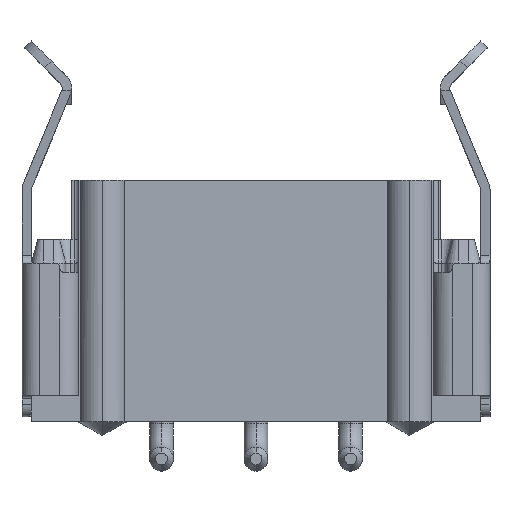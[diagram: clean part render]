
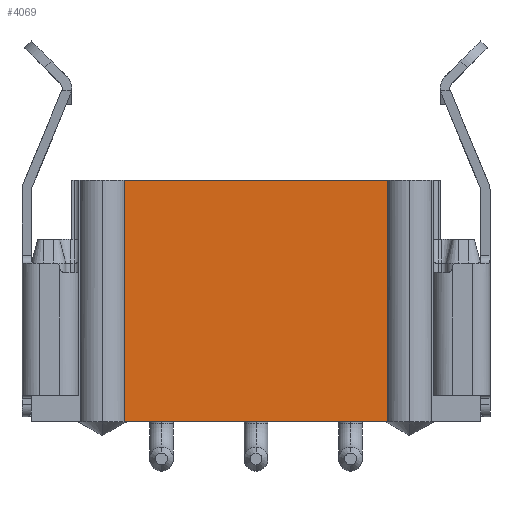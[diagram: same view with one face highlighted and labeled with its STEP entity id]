
A CAD part, top view. The second image highlights one B-rep face of the part: STEP entity #4069.
In plain terms, the highlighted planar face has unit normal (0, 0, 1).
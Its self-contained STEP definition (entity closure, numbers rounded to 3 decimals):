
#37=DIRECTION('',(1.,0.,0.));
#38=VECTOR('',#37,5.583);
#39=CARTESIAN_POINT('',(-2.792,0.,1.775));
#40=LINE('',#39,#38);
#421=DIRECTION('',(1.,0.,0.));
#422=VECTOR('',#421,5.583);
#423=CARTESIAN_POINT('',(-2.792,5.1,1.775));
#424=LINE('',#423,#422);
#1387=DIRECTION('',(0.,-1.,0.));
#1388=VECTOR('',#1387,5.1);
#1389=CARTESIAN_POINT('',(-2.792,5.1,1.775));
#1390=LINE('',#1389,#1388);
#1394=DIRECTION('',(0.,1.,0.));
#1395=VECTOR('',#1394,5.1);
#1396=CARTESIAN_POINT('',(2.792,0.,1.775));
#1397=LINE('',#1396,#1395);
#2574=CARTESIAN_POINT('',(2.792,0.,1.775));
#2576=VERTEX_POINT('',#2574);
#2581=CARTESIAN_POINT('',(2.792,5.1,1.775));
#2582=VERTEX_POINT('',#2581);
#2604=CARTESIAN_POINT('',(-2.792,0.,1.775));
#2606=VERTEX_POINT('',#2604);
#2611=CARTESIAN_POINT('',(-2.792,5.1,1.775));
#2612=VERTEX_POINT('',#2611);
#4056=CARTESIAN_POINT('',(-3.75,0.,1.775));
#4057=DIRECTION('',(0.,0.,1.));
#4058=DIRECTION('',(1.,0.,0.));
#4059=AXIS2_PLACEMENT_3D('',#4056,#4057,#4058);
#4060=PLANE('',#4059);
#4062=ORIENTED_EDGE('',*,*,#4061,.F.);
#4063=ORIENTED_EDGE('',*,*,#3274,.T.);
#4065=ORIENTED_EDGE('',*,*,#4064,.F.);
#4066=ORIENTED_EDGE('',*,*,#2988,.F.);
#4067=EDGE_LOOP('',(#4062,#4063,#4065,#4066));
#4068=FACE_OUTER_BOUND('',#4067,.F.);
#2988=EDGE_CURVE('',#2606,#2576,#40,.T.);
#3274=EDGE_CURVE('',#2612,#2582,#424,.T.);
#4061=EDGE_CURVE('',#2612,#2606,#1390,.T.);
#4064=EDGE_CURVE('',#2576,#2582,#1397,.T.);
#4069=ADVANCED_FACE('',(#4068),#4060,.T.);
